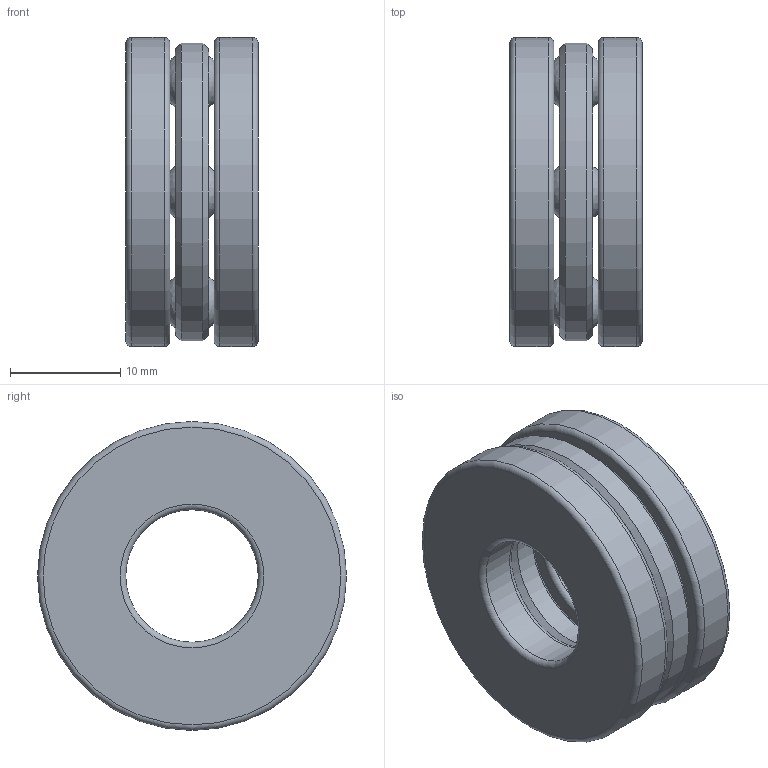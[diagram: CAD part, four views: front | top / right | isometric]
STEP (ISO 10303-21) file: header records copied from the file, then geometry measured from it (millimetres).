
FILE_DESCRIPTION (( 'STEP AP203' ), '1' );
FILE_NAME ('2901.STEP', '2017-03-21T12:18:39', ( '' ), ( '' ), 'SwSTEP 2.0', 'SolidWorks 2017', '' );
FILE_SCHEMA (( 'CONFIG_CONTROL_DESIGN' ));
Length unit declared in the file: inch
Products named in the file (1): 2901
Bounding box: 11.99 x 27.99 x 27.99 mm (x, y, z)
Volume: 5034.2 mm3; surface area: 4531.3 mm2
Topology: 7 solids, 7 shells, 36 faces, 76 edges, 48 vertices
Faces by surface type: torus 10, cylinder 10, plane 8, sphere 4, cone 4
Full cylindrical faces by diameter (mm): 5.817 x4, 12 x2, 13.016 x1, 26.975 x1, 27.991 x2
Entity records: 819 total; most frequent: DIRECTION 146, CARTESIAN_POINT 109, AXIS2_PLACEMENT_3D 73, EDGE_LOOP 72, ORIENTED_EDGE 72, FACE_OUTER_BOUND 52, VERTEX_POINT 36, EDGE_CURVE 36
